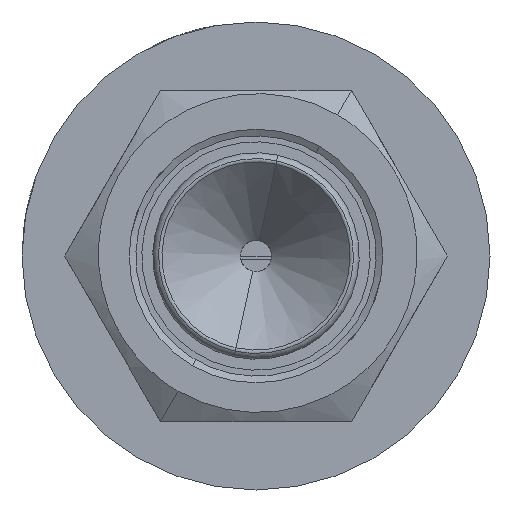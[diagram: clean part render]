
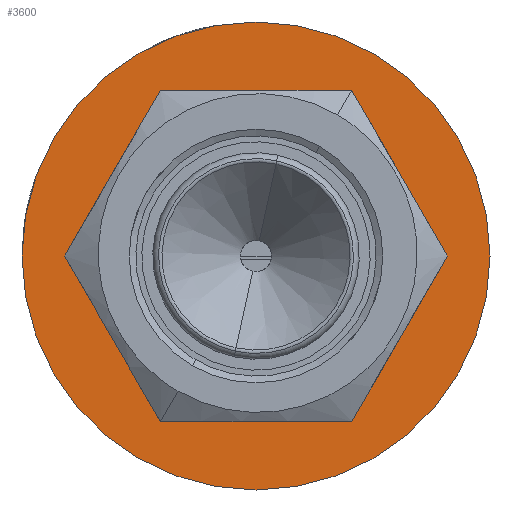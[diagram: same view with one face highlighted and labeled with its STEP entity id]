
A CAD part, front view. The second image highlights one B-rep face of the part: STEP entity #3600.
In plain terms, the highlighted planar face has unit normal (0, -1, 0).
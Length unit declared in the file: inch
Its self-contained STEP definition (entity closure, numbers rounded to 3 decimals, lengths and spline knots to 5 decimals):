
#54 = VERTEX_POINT ( 'NONE', #8786 ) ;
#55 = VERTEX_POINT ( 'NONE', #8806 ) ;
#2130 = CARTESIAN_POINT ( 'NONE',  ( 0.05, 0., -0.04865 ) ) ;
#2133 = PLANE ( 'NONE',  #5113 ) ;
#2135 = DIRECTION ( 'NONE',  ( 0., 1., 0. ) ) ;
#2136 = DIRECTION ( 'NONE',  ( 0., 0., 1. ) ) ;
#3168 = FACE_BOUND ( 'NONE', #10887, .T. ) ;
#3171 = FACE_OUTER_BOUND ( 'NONE', #10932, .T. ) ;
#3600 = ADVANCED_FACE ( 'NONE', ( #3171, #3168 ), #2133, .F. ) ;
#4322 = VERTEX_POINT ( 'NONE', #4783 ) ;
#4332 = VERTEX_POINT ( 'NONE', #4793 ) ;
#4783 = CARTESIAN_POINT ( 'NONE',  ( 0., 0., -0.79865 ) ) ;
#4793 = CARTESIAN_POINT ( 'NONE',  ( 0., 0., 0.70135 ) ) ;
#4897 = CARTESIAN_POINT ( 'NONE',  ( 0., 0., -0.04865 ) ) ;
#4898 = DIRECTION ( 'NONE',  ( 0., -1., 0. ) ) ;
#4899 = DIRECTION ( 'NONE',  ( 0., 0., 1. ) ) ;
#5113 = AXIS2_PLACEMENT_3D ( 'NONE', #2130, #2135, #2136 ) ;
#5552 = CARTESIAN_POINT ( 'NONE',  ( 0., 0., -0.04865 ) ) ;
#5553 = DIRECTION ( 'NONE',  ( 0., -1., 0. ) ) ;
#5554 = DIRECTION ( 'NONE',  ( 0., 0., 1. ) ) ;
#5809 = CARTESIAN_POINT ( 'NONE',  ( 0., 0., -0.04865 ) ) ;
#5810 = DIRECTION ( 'NONE',  ( 0., 1., 0. ) ) ;
#5811 = DIRECTION ( 'NONE',  ( 0., 0., 1. ) ) ;
#6364 = EDGE_CURVE ( 'NONE', #55, #54, #6860, .T. ) ;
#6375 = EDGE_CURVE ( 'NONE', #4322, #4332, #6867, .T. ) ;
#6860 = CIRCLE ( 'NONE', #7597, 0.25 ) ;
#6867 = CIRCLE ( 'NONE', #7608, 0.75 ) ;
#7401 = EDGE_CURVE ( 'NONE', #54, #55, #10273, .T. ) ;
#7597 = AXIS2_PLACEMENT_3D ( 'NONE', #4897, #4898, #4899 ) ;
#7608 = AXIS2_PLACEMENT_3D ( 'NONE', #5809, #5810, #5811 ) ;
#7660 = AXIS2_PLACEMENT_3D ( 'NONE', #5552, #5553, #5554 ) ;
#7760 = AXIS2_PLACEMENT_3D ( 'NONE', #8831, #8833, #8834 ) ;
#8786 = CARTESIAN_POINT ( 'NONE',  ( -0.05293, 0., -0.29298 ) ) ;
#8806 = CARTESIAN_POINT ( 'NONE',  ( 0.05293, 0., 0.19569 ) ) ;
#8831 = CARTESIAN_POINT ( 'NONE',  ( 0., 0., -0.04865 ) ) ;
#8833 = DIRECTION ( 'NONE',  ( 0., 1., 0. ) ) ;
#8834 = DIRECTION ( 'NONE',  ( 0., 0., 1. ) ) ;
#9435 = EDGE_CURVE ( 'NONE', #4332, #4322, #10604, .T. ) ;
#10273 = CIRCLE ( 'NONE', #7660, 0.25 ) ;
#10604 = CIRCLE ( 'NONE', #7760, 0.75 ) ;
#10887 = EDGE_LOOP ( 'NONE', ( #11249, #11258 ) ) ;
#10932 = EDGE_LOOP ( 'NONE', ( #11265, #11257 ) ) ;
#11249 = ORIENTED_EDGE ( 'NONE', *, *, #6364, .F. ) ;
#11257 = ORIENTED_EDGE ( 'NONE', *, *, #6375, .F. ) ;
#11258 = ORIENTED_EDGE ( 'NONE', *, *, #7401, .F. ) ;
#11265 = ORIENTED_EDGE ( 'NONE', *, *, #9435, .F. ) ;
